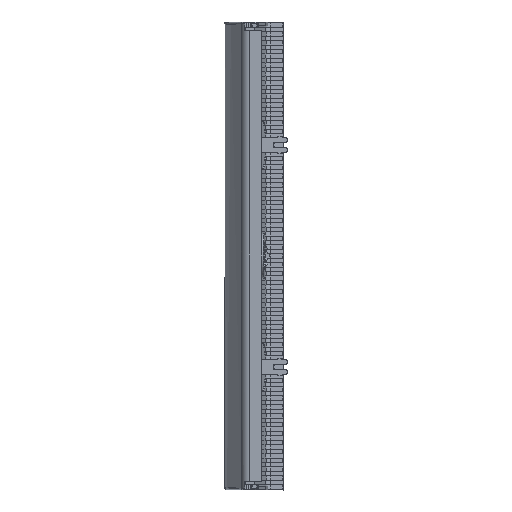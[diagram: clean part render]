
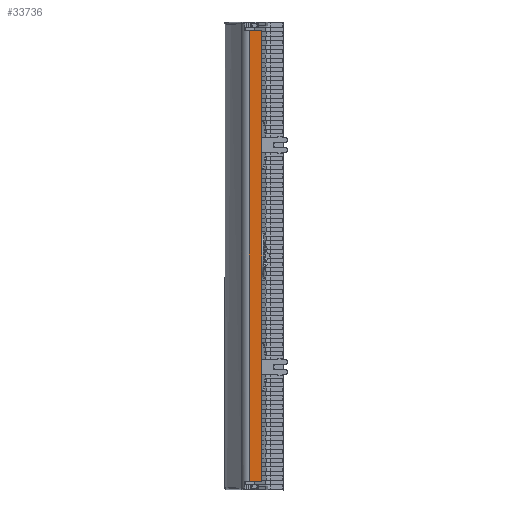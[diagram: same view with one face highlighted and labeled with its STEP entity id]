
A CAD part, left-side view. The second image highlights one B-rep face of the part: STEP entity #33736.
In plain terms, the highlighted face is planar.
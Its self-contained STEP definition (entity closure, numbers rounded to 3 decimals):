
#5200=DIRECTION('',(-0.026,1.,0.));
#5201=VECTOR('',#5200,7.096);
#5202=CARTESIAN_POINT('',(141.,0.,-126.75));
#5203=LINE('',#5202,#5201);
#5245=DIRECTION('',(0.,0.,-1.));
#5246=VECTOR('',#5245,253.5);
#5247=CARTESIAN_POINT('',(141.,0.,126.75));
#5248=LINE('',#5247,#5246);
#5259=DIRECTION('',(0.,0.,1.));
#5260=VECTOR('',#5259,253.5);
#5261=CARTESIAN_POINT('',(140.814,7.093,-126.75));
#5262=LINE('',#5261,#5260);
#5345=DIRECTION('',(0.026,-1.,0.));
#5346=VECTOR('',#5345,7.096);
#5347=CARTESIAN_POINT('',(140.814,7.093,126.75));
#5348=LINE('',#5347,#5346);
#26338=CARTESIAN_POINT('',(141.,0.,-126.75));
#26339=VERTEX_POINT('',#26338);
#26340=CARTESIAN_POINT('',(140.814,7.093,-126.75));
#26341=VERTEX_POINT('',#26340);
#26346=CARTESIAN_POINT('',(141.,0.,126.75));
#26347=VERTEX_POINT('',#26346);
#26348=CARTESIAN_POINT('',(140.814,7.093,126.75));
#26349=VERTEX_POINT('',#26348);
#33723=CARTESIAN_POINT('',(141.,0.,131.75));
#33724=DIRECTION('',(-1.,-0.026,0.));
#33725=DIRECTION('',(0.026,-1.,0.));
#33726=AXIS2_PLACEMENT_3D('',#33723,#33724,#33725);
#33727=PLANE('',#33726);
#33729=ORIENTED_EDGE('',*,*,#33728,.F.);
#33730=ORIENTED_EDGE('',*,*,#33682,.F.);
#33731=ORIENTED_EDGE('',*,*,#33707,.F.);
#33733=ORIENTED_EDGE('',*,*,#33732,.F.);
#33734=EDGE_LOOP('',(#33729,#33730,#33731,#33733));
#33735=FACE_OUTER_BOUND('',#33734,.F.);
#33682=EDGE_CURVE('',#26339,#26341,#5203,.T.);
#33707=EDGE_CURVE('',#26347,#26339,#5248,.T.);
#33728=EDGE_CURVE('',#26341,#26349,#5262,.T.);
#33732=EDGE_CURVE('',#26349,#26347,#5348,.T.);
#33736=ADVANCED_FACE('',(#33735),#33727,.F.);
